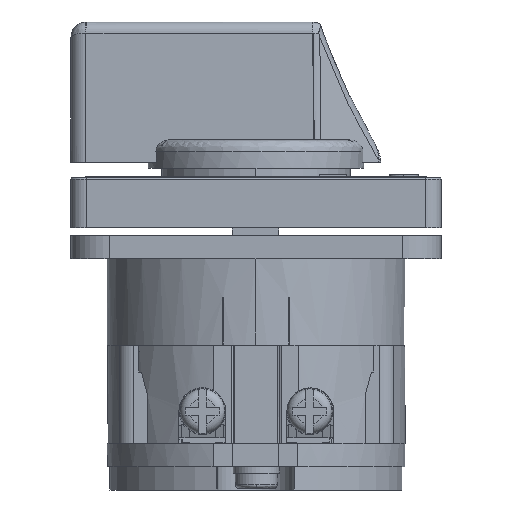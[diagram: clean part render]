
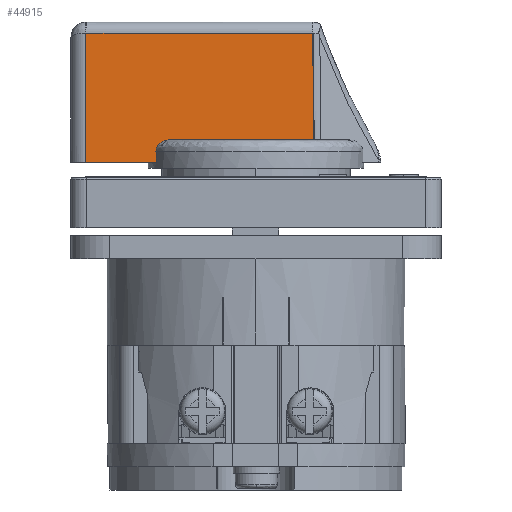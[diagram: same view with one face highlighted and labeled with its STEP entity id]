
A CAD part, left-side view. The second image highlights one B-rep face of the part: STEP entity #44915.
In plain terms, the highlighted planar face has unit normal (-0.999, 0.037, 0.035).
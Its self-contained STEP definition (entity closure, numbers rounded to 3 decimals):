
#3831 = FACE_OUTER_BOUND ( 'NONE', #9019, .T. ) ;
#9019 = EDGE_LOOP ( 'NONE', ( #19976, #19756, #19748, #19989, #20026, #20115, #20135, #20122 ) ) ;
#10578 = CARTESIAN_POINT ( 'NONE',  ( -5.275, 12.999, -6.579 ) ) ;
#10581 = CARTESIAN_POINT ( 'NONE',  ( -5.263, 12.349, -5.558 ) ) ;
#10593 = CARTESIAN_POINT ( 'NONE',  ( -5.277, 11.776, -5.317 ) ) ;
#10594 = CARTESIAN_POINT ( 'NONE',  ( -5.267, 12.169, -5.456 ) ) ;
#10854 = CARTESIAN_POINT ( 'NONE',  ( -5.262, 12.656, -5.838 ) ) ;
#10866 = CARTESIAN_POINT ( 'NONE',  ( -5.267, 12.922, -6.279 ) ) ;
#10871 = CARTESIAN_POINT ( 'NONE',  ( -5.269, 12.955, -6.377 ) ) ;
#10966 = CARTESIAN_POINT ( 'NONE',  ( -5.291, 11.364, -5.284 ) ) ;
#10980 = CARTESIAN_POINT ( 'NONE',  ( -5.263, 12.78, -6.001 ) ) ;
#11005 = CARTESIAN_POINT ( 'NONE',  ( -5.282, 13.008, -6.788 ) ) ;
#11113 = CARTESIAN_POINT ( 'NONE',  ( -5.283, 11.572, -5.284 ) ) ;
#11292 = CARTESIAN_POINT ( 'NONE',  ( -5.278, 13.01, -6.684 ) ) ;
#11458 = CARTESIAN_POINT ( 'NONE',  ( -5.264, 12.835, -6.091 ) ) ;
#11924 = CARTESIAN_POINT ( 'NONE',  ( -5.262, 12.585, -5.763 ) ) ;
#12249 = LINE ( 'NONE', #37488, #21826 ) ;
#12313 = LINE ( 'NONE', #37004, #21686 ) ;
#13059 = VECTOR ( 'NONE', #33747, 1000. ) ;
#13147 = VECTOR ( 'NONE', #54043, 1000. ) ;
#13460 = VECTOR ( 'NONE', #54020, 1000. ) ;
#13556 = VECTOR ( 'NONE', #24674, 1000. ) ;
#19748 = ORIENTED_EDGE ( 'NONE', *, *, #32356, .T. ) ;
#19756 = ORIENTED_EDGE ( 'NONE', *, *, #32920, .T. ) ;
#19976 = ORIENTED_EDGE ( 'NONE', *, *, #32029, .T. ) ;
#19989 = ORIENTED_EDGE ( 'NONE', *, *, #32742, .F. ) ;
#20026 = ORIENTED_EDGE ( 'NONE', *, *, #32187, .F. ) ;
#20115 = ORIENTED_EDGE ( 'NONE', *, *, #32191, .F. ) ;
#20122 = ORIENTED_EDGE ( 'NONE', *, *, #31399, .F. ) ;
#20135 = ORIENTED_EDGE ( 'NONE', *, *, #31844, .T. ) ;
#21686 = VECTOR ( 'NONE', #37003, 1000. ) ;
#21826 = VECTOR ( 'NONE', #37486, 1000. ) ;
#23635 = LINE ( 'NONE', #33743, #13059 ) ;
#23777 = LINE ( 'NONE', #54022, #13460 ) ;
#23779 = LINE ( 'NONE', #54045, #13147 ) ;
#23953 = LINE ( 'NONE', #24675, #13556 ) ;
#24674 = DIRECTION ( 'NONE',  ( 0.037, 0.999, 0. ) ) ;
#24675 = CARTESIAN_POINT ( 'NONE',  ( -5.533, -8.045, 8.61 ) ) ;
#31399 = EDGE_CURVE ( 'NONE', #58623, #57983, #58723, .T. ) ;
#31844 = EDGE_CURVE ( 'NONE', #58393, #57983, #52942, .T. ) ;
#32029 = EDGE_CURVE ( 'NONE', #58623, #58513, #23635, .T. ) ;
#32187 = EDGE_CURVE ( 'NONE', #58354, #58219, #23779, .T. ) ;
#32191 = EDGE_CURVE ( 'NONE', #58393, #58354, #23777, .T. ) ;
#32356 = EDGE_CURVE ( 'NONE', #58245, #58429, #23953, .T. ) ;
#32742 = EDGE_CURVE ( 'NONE', #58219, #58429, #12249, .T. ) ;
#32920 = EDGE_CURVE ( 'NONE', #58513, #58245, #12313, .T. ) ;
#33054 = DIRECTION ( 'NONE',  ( -0.037, -0.999, 0. ) ) ;
#33716 = CARTESIAN_POINT ( 'NONE',  ( -5.282, 13.008, -6.788 ) ) ;
#33719 = CARTESIAN_POINT ( 'NONE',  ( -5.298, 13.002, -7.256 ) ) ;
#33722 = CARTESIAN_POINT ( 'NONE',  ( -5.315, 12.995, -7.724 ) ) ;
#33725 = CARTESIAN_POINT ( 'NONE',  ( -5.332, 12.988, -8.191 ) ) ;
#33736 = DIRECTION ( 'NONE',  ( -0.999, 0.037, 0.035 ) ) ;
#33739 = PLANE ( 'NONE',  #52892 ) ;
#33743 = CARTESIAN_POINT ( 'NONE',  ( -6.018, -8.026, -5.284 ) ) ;
#33747 = DIRECTION ( 'NONE',  ( -0.037, -0.999, 0. ) ) ;
#33757 = CARTESIAN_POINT ( 'NONE',  ( -6.018, -8.026, -5.284 ) ) ;
#35073 = CARTESIAN_POINT ( 'NONE',  ( -5.291, 11.364, -5.284 ) ) ;
#35405 = CARTESIAN_POINT ( 'NONE',  ( -5.999, -7.518, -5.284 ) ) ;
#37003 = DIRECTION ( 'NONE',  ( 0.035, 0.01, 0.999 ) ) ;
#37004 = CARTESIAN_POINT ( 'NONE',  ( -5.999, -7.518, -5.284 ) ) ;
#37486 = DIRECTION ( 'NONE',  ( -0.037, -0.999, 0.019 ) ) ;
#37488 = CARTESIAN_POINT ( 'NONE',  ( -4.402, 22.12, 8.61 ) ) ;
#44915 = ADVANCED_FACE ( 'NONE', ( #3831 ), #33739, .T. ) ;
#51189 = CARTESIAN_POINT ( 'NONE',  ( -4.988, 22.139, -8.191 ) ) ;
#51309 = CARTESIAN_POINT ( 'NONE',  ( -5.508, -7.373, 8.61 ) ) ;
#51452 = CARTESIAN_POINT ( 'NONE',  ( -5.332, 12.988, -8.191 ) ) ;
#51471 = CARTESIAN_POINT ( 'NONE',  ( -4.401, 22.139, 8.61 ) ) ;
#51581 = CARTESIAN_POINT ( 'NONE',  ( -5.282, 13.008, -6.788 ) ) ;
#51634 = CARTESIAN_POINT ( 'NONE',  ( -4.402, 22.12, 8.61 ) ) ;
#52892 = AXIS2_PLACEMENT_3D ( 'NONE', #33757, #33736, #33054 ) ;
#52942 =( BOUNDED_CURVE ( )  B_SPLINE_CURVE ( 3, ( #33725, #33722, #33719, #33716 ),
 .UNSPECIFIED., .F., .T. ) 
 B_SPLINE_CURVE_WITH_KNOTS ( ( 4, 4 ),
 ( 1.144, 1.148 ),
 .UNSPECIFIED. ) 
 CURVE ( )  GEOMETRIC_REPRESENTATION_ITEM ( )  RATIONAL_B_SPLINE_CURVE ( ( 1., 1., 1., 1. ) ) 
 REPRESENTATION_ITEM ( '' )  );
#54020 = DIRECTION ( 'NONE',  ( 0.037, 0.999, 0. ) ) ;
#54022 = CARTESIAN_POINT ( 'NONE',  ( -5.332, 12.988, -8.191 ) ) ;
#54043 = DIRECTION ( 'NONE',  ( 0.035, 0., 0.999 ) ) ;
#54045 = CARTESIAN_POINT ( 'NONE',  ( -4.888, 22.139, -5.323 ) ) ;
#57983 = VERTEX_POINT ( 'NONE', #51581 ) ;
#58219 = VERTEX_POINT ( 'NONE', #51471 ) ;
#58245 = VERTEX_POINT ( 'NONE', #51309 ) ;
#58354 = VERTEX_POINT ( 'NONE', #51189 ) ;
#58393 = VERTEX_POINT ( 'NONE', #51452 ) ;
#58429 = VERTEX_POINT ( 'NONE', #51634 ) ;
#58513 = VERTEX_POINT ( 'NONE', #35405 ) ;
#58623 = VERTEX_POINT ( 'NONE', #35073 ) ;
#58723 = B_SPLINE_CURVE_WITH_KNOTS ( 'NONE', 3,
 ( #10966, #11113, #10593, #10594, #10581, #11924, #10854, #10980, #11458, #10866, #10871, #10578, #11292, #11005 ),
 .UNSPECIFIED., .F., .F.,
 ( 4, 2, 2, 2, 2, 2, 4 ),
 ( 0., 0.001, 0.001, 0.002, 0.002, 0.002, 0.002 ),
 .UNSPECIFIED. ) ;
